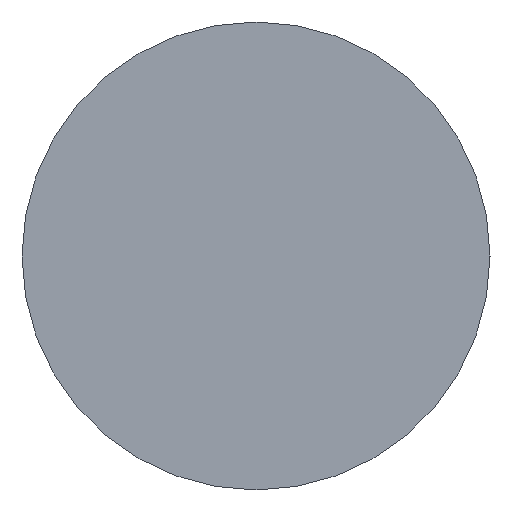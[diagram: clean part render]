
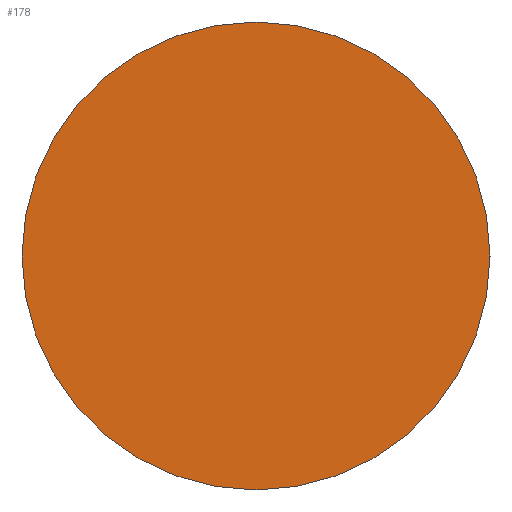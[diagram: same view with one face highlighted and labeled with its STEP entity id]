
A CAD part, left-side view. The second image highlights one B-rep face of the part: STEP entity #178.
In plain terms, the highlighted planar face has unit normal (-1, 0, 0).
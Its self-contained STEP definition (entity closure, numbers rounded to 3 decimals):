
#12 = CARTESIAN_POINT ( 'NONE',  ( 0., 0., -9.525 ) ) ;
#25 = DIRECTION ( 'NONE',  ( -1., 0., 0. ) ) ;
#34 = EDGE_CURVE ( 'NONE', #76, #97, #162, .T. ) ;
#45 = DIRECTION ( 'NONE',  ( 0., 0., 1. ) ) ;
#56 = AXIS2_PLACEMENT_3D ( 'NONE', #206, #376, #356 ) ;
#57 = ORIENTED_EDGE ( 'NONE', *, *, #34, .T. ) ;
#60 = AXIS2_PLACEMENT_3D ( 'NONE', #335, #269, #45 ) ;
#76 = VERTEX_POINT ( 'NONE', #278 ) ;
#88 = EDGE_LOOP ( 'NONE', ( #57, #220 ) ) ;
#97 = VERTEX_POINT ( 'NONE', #12 ) ;
#118 = AXIS2_PLACEMENT_3D ( 'NONE', #183, #25, #209 ) ;
#137 = PLANE ( 'NONE',  #56 ) ;
#143 = FACE_OUTER_BOUND ( 'NONE', #88, .T. ) ;
#162 = CIRCLE ( 'NONE', #60, 9.525 ) ;
#178 = ADVANCED_FACE ( 'NONE', ( #143 ), #137, .F. ) ;
#182 = CIRCLE ( 'NONE', #118, 9.525 ) ;
#183 = CARTESIAN_POINT ( 'NONE',  ( 0., 0., 0. ) ) ;
#206 = CARTESIAN_POINT ( 'NONE',  ( 0., 9.525, 0. ) ) ;
#209 = DIRECTION ( 'NONE',  ( 0., 0., 1. ) ) ;
#220 = ORIENTED_EDGE ( 'NONE', *, *, #283, .T. ) ;
#269 = DIRECTION ( 'NONE',  ( -1., 0., 0. ) ) ;
#278 = CARTESIAN_POINT ( 'NONE',  ( 0., 0., 9.525 ) ) ;
#283 = EDGE_CURVE ( 'NONE', #97, #76, #182, .T. ) ;
#335 = CARTESIAN_POINT ( 'NONE',  ( 0., 0., 0. ) ) ;
#356 = DIRECTION ( 'NONE',  ( 0., 0., -1. ) ) ;
#376 = DIRECTION ( 'NONE',  ( 1., 0., 0. ) ) ;
